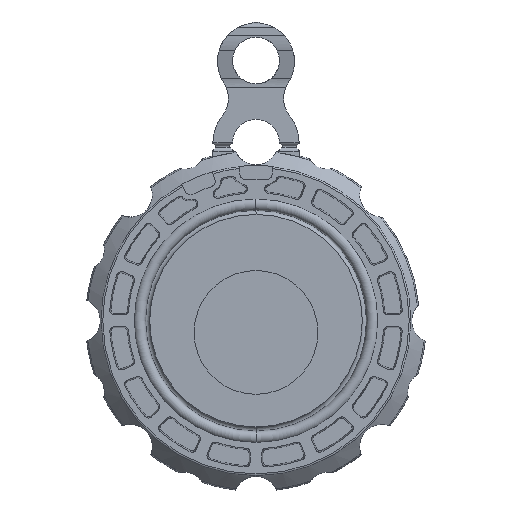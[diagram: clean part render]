
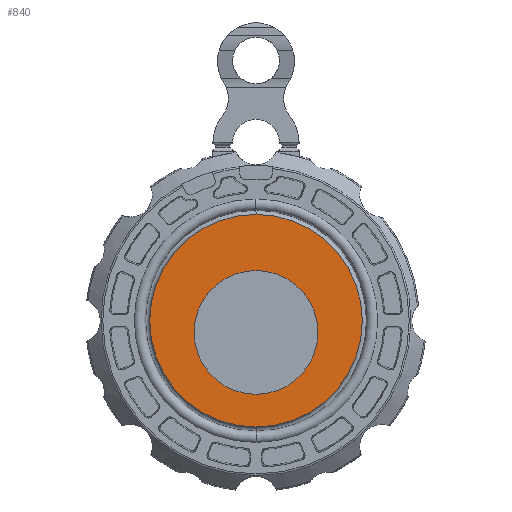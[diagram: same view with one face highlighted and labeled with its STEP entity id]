
A CAD part, left-side view. The second image highlights one B-rep face of the part: STEP entity #840.
In plain terms, the highlighted planar face has unit normal (-1, 0, 0).
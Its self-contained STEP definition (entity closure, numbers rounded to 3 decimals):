
#840=ADVANCED_FACE('',(#2189,#2190),#2191,.T.);
#2189=FACE_BOUND('',#4076,.T.);
#2190=FACE_OUTER_BOUND('',#4077,.T.);
#2191=PLANE('',#4078);
#4076=EDGE_LOOP('',(#6586,#6587));
#4077=EDGE_LOOP('',(#6588,#6589));
#4078=AXIS2_PLACEMENT_3D('',#6590,#6591,#6592);
#6586=ORIENTED_EDGE('',*,*,#12077,.T.);
#6587=ORIENTED_EDGE('',*,*,#12097,.T.);
#6588=ORIENTED_EDGE('',*,*,#12072,.T.);
#6589=ORIENTED_EDGE('',*,*,#12099,.T.);
#6590=CARTESIAN_POINT('',(-10.0,-32.793,0.0));
#6591=DIRECTION('',(-1.0,0.0,0.0));
#6592=DIRECTION('',(0.0,1.0,0.0));
#12072=EDGE_CURVE('',#14739,#14742,#14744,.T.);
#12077=EDGE_CURVE('',#14747,#14751,#14753,.T.);
#12097=EDGE_CURVE('',#14751,#14747,#14780,.T.);
#12099=EDGE_CURVE('',#14742,#14739,#14782,.T.);
#14739=VERTEX_POINT('',#20513);
#14742=VERTEX_POINT('',#20517);
#14744=CIRCLE('',#20520,45.5);
#14747=VERTEX_POINT('',#20523);
#14751=VERTEX_POINT('',#20528);
#14753=CIRCLE('',#20531,26.5);
#14780=CIRCLE('',#20562,26.5);
#14782=CIRCLE('',#20564,45.5);
#20513=CARTESIAN_POINT('',(-10.0,0.0,-45.5));
#20517=CARTESIAN_POINT('',(-10.0,0.,45.5));
#20520=AXIS2_PLACEMENT_3D('',#26402,#26403,#26404);
#20523=CARTESIAN_POINT('',(-10.0,0.0,-31.5));
#20528=CARTESIAN_POINT('',(-10.0,0.,21.5));
#20531=AXIS2_PLACEMENT_3D('',#26410,#26411,#26412);
#20562=AXIS2_PLACEMENT_3D('',#26441,#26442,#26443);
#20564=AXIS2_PLACEMENT_3D('',#26444,#26445,#26446);
#26402=CARTESIAN_POINT('',(-10.0,0.0,0.0));
#26403=DIRECTION('',(-1.0,0.0,0.0));
#26404=DIRECTION('',(0.0,0.0,-1.0));
#26410=CARTESIAN_POINT('',(-10.0,0.0,-5.0));
#26411=DIRECTION('',(1.0,-0.0,0.0));
#26412=DIRECTION('',(0.0,0.0,-1.0));
#26441=CARTESIAN_POINT('',(-10.0,0.0,-5.0));
#26442=DIRECTION('',(1.0,-0.0,0.0));
#26443=DIRECTION('',(0.0,0.0,-1.0));
#26444=CARTESIAN_POINT('',(-10.0,0.0,0.0));
#26445=DIRECTION('',(-1.0,0.0,0.0));
#26446=DIRECTION('',(0.0,0.0,-1.0));
